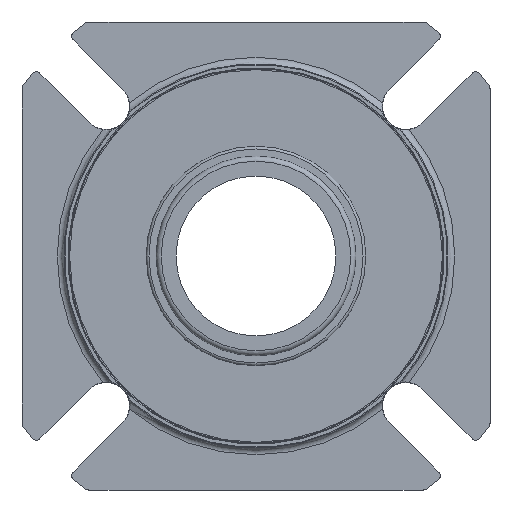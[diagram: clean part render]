
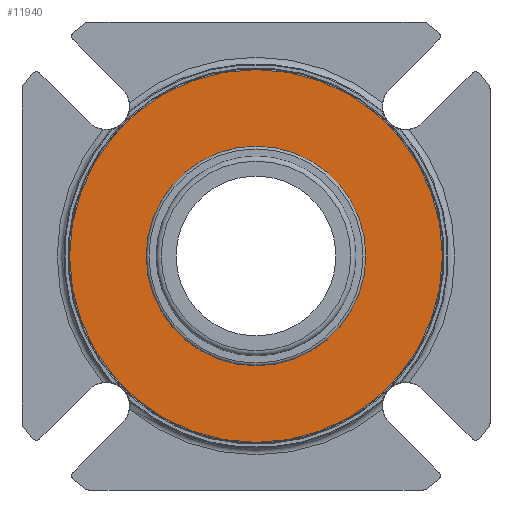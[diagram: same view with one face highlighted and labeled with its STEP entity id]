
A CAD part, left-side view. The second image highlights one B-rep face of the part: STEP entity #11940.
In plain terms, the highlighted planar face has unit normal (-1, 0, 0).
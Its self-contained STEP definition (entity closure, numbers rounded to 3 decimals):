
#266=PLANE('',#12528);
#1503=CIRCLE('',#12501,55.563);
#1517=CIRCLE('',#12527,32.703);
#1978=ORIENTED_EDGE('',*,*,#4438,.F.);
#1979=ORIENTED_EDGE('',*,*,#4424,.T.);
#4424=EDGE_CURVE('',#5660,#5660,#1503,.T.);
#4438=EDGE_CURVE('',#5674,#5674,#1517,.T.);
#5660=VERTEX_POINT('',#15945);
#5674=VERTEX_POINT('',#15985);
#6692=EDGE_LOOP('',(#1978));
#6693=EDGE_LOOP('',(#1979));
#7340=FACE_BOUND('',#6692,.T.);
#7341=FACE_BOUND('',#6693,.T.);
#11940=ADVANCED_FACE('',(#7340,#7341),#266,.T.);
#12501=AXIS2_PLACEMENT_3D('',#15944,#13489,#13490);
#12527=AXIS2_PLACEMENT_3D('',#15984,#13541,#13542);
#12528=AXIS2_PLACEMENT_3D('',#15986,#13543,#13544);
#13489=DIRECTION('',(-1.,0.,0.));
#13490=DIRECTION('',(0.,0.,-1.));
#13541=DIRECTION('',(-1.,0.,0.));
#13542=DIRECTION('',(0.,-1.,0.));
#13543=DIRECTION('',(-1.,0.,0.));
#13544=DIRECTION('',(0.,0.,-1.));
#15944=CARTESIAN_POINT('',(-0.762,0.,0.));
#15945=CARTESIAN_POINT('',(-0.762,0.,-55.563));
#15984=CARTESIAN_POINT('',(-0.762,0.,0.));
#15985=CARTESIAN_POINT('',(-0.762,-32.703,0.));
#15986=CARTESIAN_POINT('',(-0.762,0.,-46.038));
